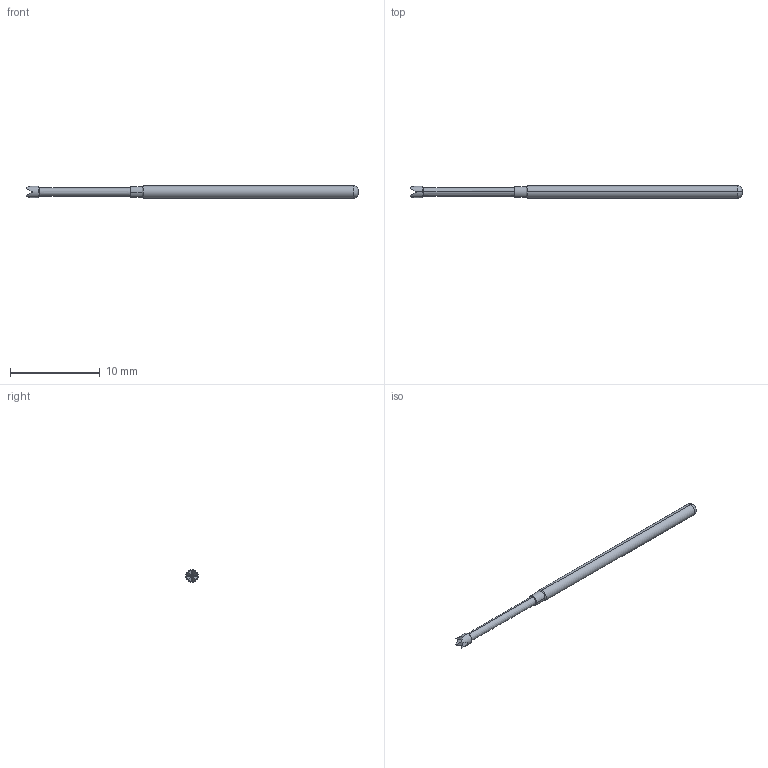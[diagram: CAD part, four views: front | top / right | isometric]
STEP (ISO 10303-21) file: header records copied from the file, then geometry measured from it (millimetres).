
FILE_DESCRIPTION (( 'STEP AP214' ), '1' );
FILE_NAME ('100-PR_4014_.STEP', '2016-06-07T18:53:40', ( 'spare' ), ( '' ), 'SwSTEP 2.0', 'SolidWorks 2016', '' );
FILE_SCHEMA (( 'AUTOMOTIVE_DESIGN' ));
Length unit declared in the file: inch
Products named in the file (1): 100-PR_4014_
Bounding box: 37.09 x 1.37 x 1.37 mm (x, y, z)
Volume: 44.9 mm3; surface area: 146.6 mm2
Topology: 1 solids, 1 shells, 33 faces, 78 edges, 48 vertices
Faces by surface type: plane 15, torus 6, cone 6, cylinder 6
Entity records: 1423 total; most frequent: CARTESIAN_POINT 184, DIRECTION 176, ORIENTED_EDGE 156, EDGE_CURVE 78, AXIS2_PLACEMENT_3D 72, VERTEX_POINT 48, CIRCLE 38, UNCERTAINTY_MEASURE_WITH_UNIT 36
